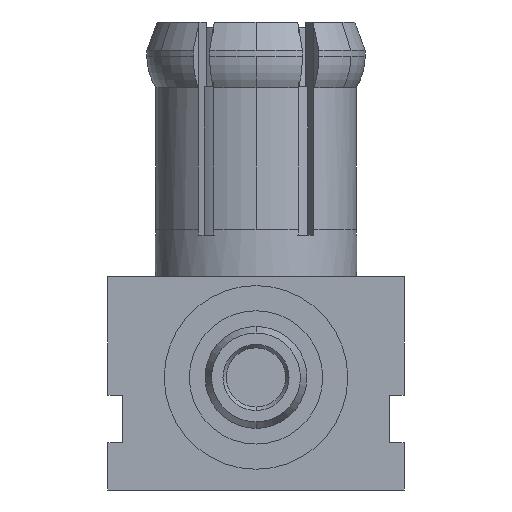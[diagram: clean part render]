
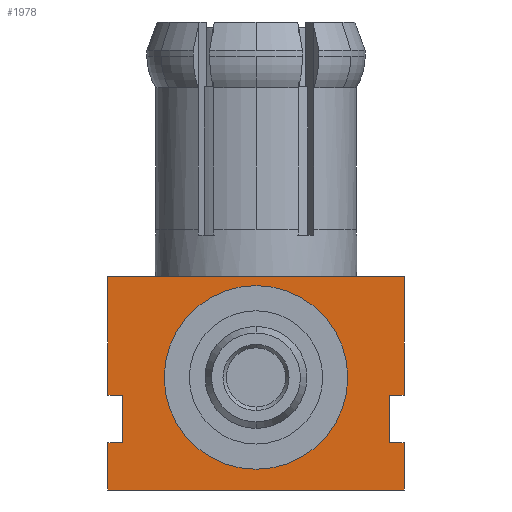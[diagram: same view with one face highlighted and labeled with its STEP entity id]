
A CAD part, front view. The second image highlights one B-rep face of the part: STEP entity #1978.
In plain terms, the highlighted planar face has unit normal (0, -1, 0).
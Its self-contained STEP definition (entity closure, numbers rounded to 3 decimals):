
#43 = DIRECTION ( 'NONE',  ( 0., 0., 1. ) ) ;
#159 = ORIENTED_EDGE ( 'NONE', *, *, #3247, .T. ) ;
#202 = VERTEX_POINT ( 'NONE', #466 ) ;
#231 = DIRECTION ( 'NONE',  ( 0., 0., 1. ) ) ;
#335 = CIRCLE ( 'NONE', #1401, 1.55 ) ;
#380 = EDGE_CURVE ( 'NONE', #2198, #6198, #779, .T. ) ;
#439 = CARTESIAN_POINT ( 'NONE',  ( -2.25, -2.5, -2.8 ) ) ;
#466 = CARTESIAN_POINT ( 'NONE',  ( 2.5, -2.5, 0. ) ) ;
#497 = ORIENTED_EDGE ( 'NONE', *, *, #2572, .T. ) ;
#537 = CARTESIAN_POINT ( 'NONE',  ( 2.5, -2.5, -3.6 ) ) ;
#644 = VERTEX_POINT ( 'NONE', #5604 ) ;
#713 = LINE ( 'NONE', #5213, #4223 ) ;
#729 = VECTOR ( 'NONE', #6054, 1000. ) ;
#757 = LINE ( 'NONE', #2150, #3531 ) ;
#779 = LINE ( 'NONE', #5061, #6149 ) ;
#802 = VECTOR ( 'NONE', #3569, 1000. ) ;
#833 = EDGE_CURVE ( 'NONE', #1947, #4858, #4144, .T. ) ;
#937 = EDGE_CURVE ( 'NONE', #6198, #202, #4859, .T. ) ;
#957 = EDGE_CURVE ( 'NONE', #4858, #5353, #713, .T. ) ;
#1030 = ORIENTED_EDGE ( 'NONE', *, *, #1761, .T. ) ;
#1054 = ORIENTED_EDGE ( 'NONE', *, *, #5175, .T. ) ;
#1069 = CARTESIAN_POINT ( 'NONE',  ( 0., -2.5, -1.7 ) ) ;
#1084 = ORIENTED_EDGE ( 'NONE', *, *, #3846, .T. ) ;
#1126 = CARTESIAN_POINT ( 'NONE',  ( 2.25, -2.5, -2. ) ) ;
#1160 = CARTESIAN_POINT ( 'NONE',  ( 2.5, -2.5, -2.8 ) ) ;
#1192 = CARTESIAN_POINT ( 'NONE',  ( -2.5, -2.5, 0. ) ) ;
#1226 = VECTOR ( 'NONE', #2563, 1000. ) ;
#1245 = EDGE_LOOP ( 'NONE', ( #159, #2646, #2100, #3992, #4053, #1084, #497, #1054, #1030, #3386, #1566, #4458 ) ) ;
#1401 = AXIS2_PLACEMENT_3D ( 'NONE', #3540, #2473, #5571 ) ;
#1445 = VERTEX_POINT ( 'NONE', #5313 ) ;
#1523 = DIRECTION ( 'NONE',  ( 1., 0., 0. ) ) ;
#1566 = ORIENTED_EDGE ( 'NONE', *, *, #937, .F. ) ;
#1579 = ORIENTED_EDGE ( 'NONE', *, *, #4577, .T. ) ;
#1587 = EDGE_CURVE ( 'NONE', #2830, #644, #335, .T. ) ;
#1598 = DIRECTION ( 'NONE',  ( 1., 0., 0. ) ) ;
#1732 = VECTOR ( 'NONE', #2528, 1000. ) ;
#1761 = EDGE_CURVE ( 'NONE', #4289, #1445, #6341, .T. ) ;
#1947 = VERTEX_POINT ( 'NONE', #3059 ) ;
#1974 = EDGE_CURVE ( 'NONE', #1445, #202, #4871, .T. ) ;
#1978 = ADVANCED_FACE ( 'NONE', ( #2283, #6260 ), #5631, .T. ) ;
#2100 = ORIENTED_EDGE ( 'NONE', *, *, #957, .T. ) ;
#2150 = CARTESIAN_POINT ( 'NONE',  ( 2.25, -2.5, -2.8 ) ) ;
#2180 = VERTEX_POINT ( 'NONE', #5443 ) ;
#2198 = VERTEX_POINT ( 'NONE', #3894 ) ;
#2266 = CARTESIAN_POINT ( 'NONE',  ( 2.5, -2.5, -2.8 ) ) ;
#2283 = FACE_OUTER_BOUND ( 'NONE', #1245, .T. ) ;
#2467 = AXIS2_PLACEMENT_3D ( 'NONE', #1069, #4699, #1598 ) ;
#2473 = DIRECTION ( 'NONE',  ( 0., 1., 0. ) ) ;
#2528 = DIRECTION ( 'NONE',  ( 1., 0., 0. ) ) ;
#2563 = DIRECTION ( 'NONE',  ( 1., 0., 0. ) ) ;
#2572 = EDGE_CURVE ( 'NONE', #3771, #3035, #4852, .T. ) ;
#2646 = ORIENTED_EDGE ( 'NONE', *, *, #833, .T. ) ;
#2730 = LINE ( 'NONE', #6144, #1732 ) ;
#2762 = CARTESIAN_POINT ( 'NONE',  ( 2.5, -2.5, -3.6 ) ) ;
#2771 = VECTOR ( 'NONE', #3987, 1000. ) ;
#2787 = LINE ( 'NONE', #5654, #1226 ) ;
#2802 = EDGE_LOOP ( 'NONE', ( #1579, #3977 ) ) ;
#2830 = VERTEX_POINT ( 'NONE', #4538 ) ;
#2928 = LINE ( 'NONE', #5721, #5178 ) ;
#2966 = AXIS2_PLACEMENT_3D ( 'NONE', #3981, #3467, #3373 ) ;
#3035 = VERTEX_POINT ( 'NONE', #6311 ) ;
#3059 = CARTESIAN_POINT ( 'NONE',  ( -2.25, -2.5, -2. ) ) ;
#3182 = DIRECTION ( 'NONE',  ( 0., 0., 1. ) ) ;
#3247 = EDGE_CURVE ( 'NONE', #2198, #1947, #2787, .T. ) ;
#3352 = CARTESIAN_POINT ( 'NONE',  ( 2.5, -2.5, -3.6 ) ) ;
#3373 = DIRECTION ( 'NONE',  ( 0., 0., -1. ) ) ;
#3386 = ORIENTED_EDGE ( 'NONE', *, *, #1974, .T. ) ;
#3467 = DIRECTION ( 'NONE',  ( 0., -1., 0. ) ) ;
#3473 = VECTOR ( 'NONE', #5883, 1000. ) ;
#3531 = VECTOR ( 'NONE', #43, 1000. ) ;
#3540 = CARTESIAN_POINT ( 'NONE',  ( 0., -2.5, -1.7 ) ) ;
#3569 = DIRECTION ( 'NONE',  ( 1., 0., 0. ) ) ;
#3771 = VERTEX_POINT ( 'NONE', #1160 ) ;
#3790 = VERTEX_POINT ( 'NONE', #2762 ) ;
#3814 = VECTOR ( 'NONE', #231, 1000. ) ;
#3846 = EDGE_CURVE ( 'NONE', #3790, #3771, #6567, .T. ) ;
#3894 = CARTESIAN_POINT ( 'NONE',  ( -2.5, -2.5, -2. ) ) ;
#3977 = ORIENTED_EDGE ( 'NONE', *, *, #1587, .T. ) ;
#3981 = CARTESIAN_POINT ( 'NONE',  ( -2.5, -2.5, -3.6 ) ) ;
#3987 = DIRECTION ( 'NONE',  ( 0., 0., -1. ) ) ;
#3992 = ORIENTED_EDGE ( 'NONE', *, *, #4188, .F. ) ;
#4053 = ORIENTED_EDGE ( 'NONE', *, *, #6446, .T. ) ;
#4144 = LINE ( 'NONE', #439, #2771 ) ;
#4159 = DIRECTION ( 'NONE',  ( 0., 0., 1. ) ) ;
#4188 = EDGE_CURVE ( 'NONE', #2180, #5353, #2928, .T. ) ;
#4223 = VECTOR ( 'NONE', #6721, 1000. ) ;
#4289 = VERTEX_POINT ( 'NONE', #1126 ) ;
#4358 = CARTESIAN_POINT ( 'NONE',  ( -2.5, -2.5, -2.8 ) ) ;
#4458 = ORIENTED_EDGE ( 'NONE', *, *, #380, .F. ) ;
#4538 = CARTESIAN_POINT ( 'NONE',  ( -1.55, -2.5, -1.7 ) ) ;
#4577 = EDGE_CURVE ( 'NONE', #644, #2830, #6390, .T. ) ;
#4699 = DIRECTION ( 'NONE',  ( 0., 1., 0. ) ) ;
#4852 = LINE ( 'NONE', #2266, #3473 ) ;
#4858 = VERTEX_POINT ( 'NONE', #5933 ) ;
#4859 = LINE ( 'NONE', #6290, #6076 ) ;
#4871 = LINE ( 'NONE', #537, #729 ) ;
#5061 = CARTESIAN_POINT ( 'NONE',  ( -2.5, -2.5, -3.6 ) ) ;
#5175 = EDGE_CURVE ( 'NONE', #3035, #4289, #757, .T. ) ;
#5178 = VECTOR ( 'NONE', #4159, 1000. ) ;
#5213 = CARTESIAN_POINT ( 'NONE',  ( -2.5, -2.5, -2.8 ) ) ;
#5313 = CARTESIAN_POINT ( 'NONE',  ( 2.5, -2.5, -2. ) ) ;
#5353 = VERTEX_POINT ( 'NONE', #4358 ) ;
#5443 = CARTESIAN_POINT ( 'NONE',  ( -2.5, -2.5, -3.6 ) ) ;
#5571 = DIRECTION ( 'NONE',  ( 1., 0., 0. ) ) ;
#5604 = CARTESIAN_POINT ( 'NONE',  ( 1.55, -2.5, -1.7 ) ) ;
#5631 = PLANE ( 'NONE',  #2966 ) ;
#5654 = CARTESIAN_POINT ( 'NONE',  ( -2.25, -2.5, -2. ) ) ;
#5721 = CARTESIAN_POINT ( 'NONE',  ( -2.5, -2.5, -3.6 ) ) ;
#5862 = CARTESIAN_POINT ( 'NONE',  ( 2.25, -2.5, -2. ) ) ;
#5883 = DIRECTION ( 'NONE',  ( -1., 0., 0. ) ) ;
#5933 = CARTESIAN_POINT ( 'NONE',  ( -2.25, -2.5, -2.8 ) ) ;
#6054 = DIRECTION ( 'NONE',  ( 0., 0., 1. ) ) ;
#6076 = VECTOR ( 'NONE', #1523, 1000. ) ;
#6144 = CARTESIAN_POINT ( 'NONE',  ( -2.5, -2.5, -3.6 ) ) ;
#6149 = VECTOR ( 'NONE', #3182, 1000. ) ;
#6198 = VERTEX_POINT ( 'NONE', #1192 ) ;
#6260 = FACE_BOUND ( 'NONE', #2802, .T. ) ;
#6290 = CARTESIAN_POINT ( 'NONE',  ( -2.5, -2.5, 0. ) ) ;
#6311 = CARTESIAN_POINT ( 'NONE',  ( 2.25, -2.5, -2.8 ) ) ;
#6341 = LINE ( 'NONE', #5862, #802 ) ;
#6390 = CIRCLE ( 'NONE', #2467, 1.55 ) ;
#6446 = EDGE_CURVE ( 'NONE', #2180, #3790, #2730, .T. ) ;
#6567 = LINE ( 'NONE', #3352, #3814 ) ;
#6721 = DIRECTION ( 'NONE',  ( -1., 0., 0. ) ) ;
